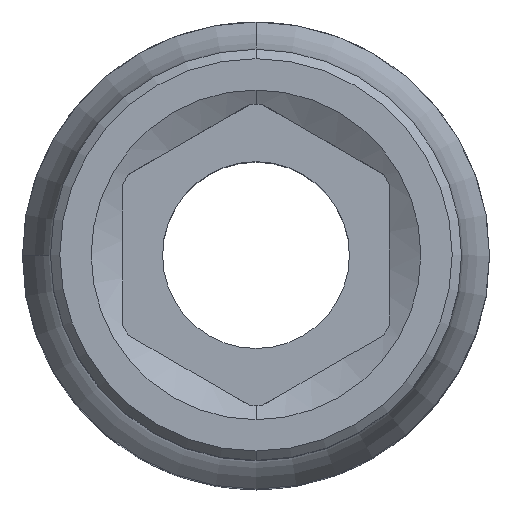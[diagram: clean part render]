
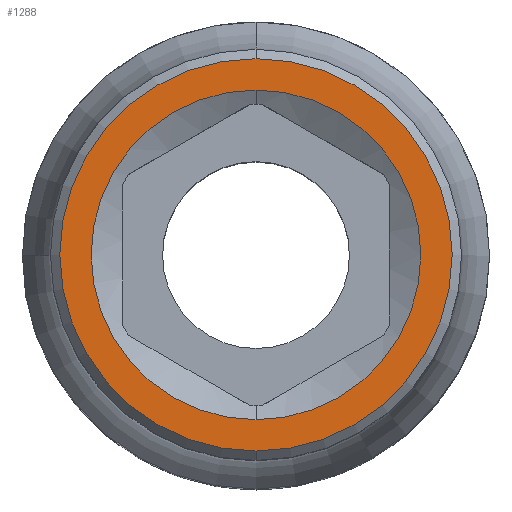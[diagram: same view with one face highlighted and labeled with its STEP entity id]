
A CAD part, top view. The second image highlights one B-rep face of the part: STEP entity #1288.
In plain terms, the highlighted planar face has unit normal (0, 0, 1).
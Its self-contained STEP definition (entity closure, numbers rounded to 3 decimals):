
#297=CARTESIAN_POINT('',(0.,0.,40.));
#298=DIRECTION('',(0.,0.,-1.));
#299=DIRECTION('',(0.,1.,0.));
#300=AXIS2_PLACEMENT_3D('',#297,#298,#299);
#302=CARTESIAN_POINT('',(0.,0.,40.));
#303=DIRECTION('',(0.,0.,-1.));
#304=DIRECTION('',(0.,-1.,0.));
#305=AXIS2_PLACEMENT_3D('',#302,#303,#304);
#307=CARTESIAN_POINT('',(0.,0.,40.));
#308=DIRECTION('',(0.,0.,1.));
#309=DIRECTION('',(0.,-1.,0.));
#310=AXIS2_PLACEMENT_3D('',#307,#308,#309);
#312=CARTESIAN_POINT('',(0.,0.,40.));
#313=DIRECTION('',(0.,0.,1.));
#314=DIRECTION('',(0.,1.,0.));
#315=AXIS2_PLACEMENT_3D('',#312,#313,#314);
#1014=CARTESIAN_POINT('',(0.,8.823,40.));
#1015=CARTESIAN_POINT('',(0.,-8.823,40.));
#1016=VERTEX_POINT('',#1014);
#1017=VERTEX_POINT('',#1015);
#1018=CARTESIAN_POINT('',(0.,-10.5,40.));
#1019=CARTESIAN_POINT('',(0.,10.5,40.));
#1020=VERTEX_POINT('',#1018);
#1021=VERTEX_POINT('',#1019);
#1272=CARTESIAN_POINT('',(0.,0.,40.));
#1273=DIRECTION('',(0.,0.,1.));
#1274=DIRECTION('',(0.,1.,0.));
#1275=AXIS2_PLACEMENT_3D('',#1272,#1273,#1274);
#1276=PLANE('',#1275);
#1277=ORIENTED_EDGE('',*,*,#1262,.F.);
#1279=ORIENTED_EDGE('',*,*,#1278,.F.);
#1280=EDGE_LOOP('',(#1277,#1279));
#1281=FACE_OUTER_BOUND('',#1280,.F.);
#1283=ORIENTED_EDGE('',*,*,#1282,.F.);
#1285=ORIENTED_EDGE('',*,*,#1284,.F.);
#1286=EDGE_LOOP('',(#1283,#1285));
#1287=FACE_BOUND('',#1286,.F.);
#1288=ADVANCED_FACE('',(#1281,#1287),#1276,.T.);
#301=CIRCLE('',#300,8.823);
#306=CIRCLE('',#305,8.823);
#311=CIRCLE('',#310,10.5);
#316=CIRCLE('',#315,10.5);
#1262=EDGE_CURVE('',#1020,#1021,#311,.T.);
#1278=EDGE_CURVE('',#1021,#1020,#316,.T.);
#1282=EDGE_CURVE('',#1016,#1017,#301,.T.);
#1284=EDGE_CURVE('',#1017,#1016,#306,.T.);
